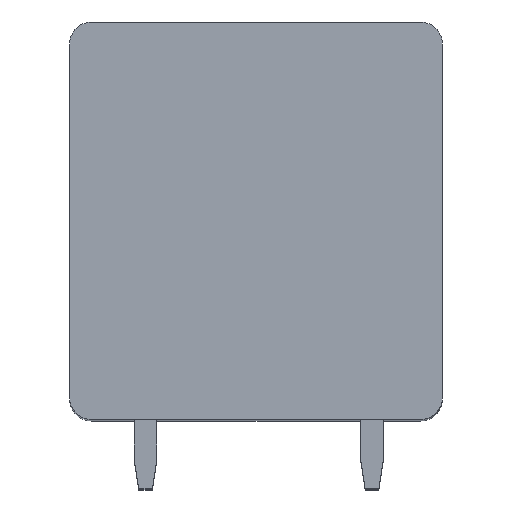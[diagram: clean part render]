
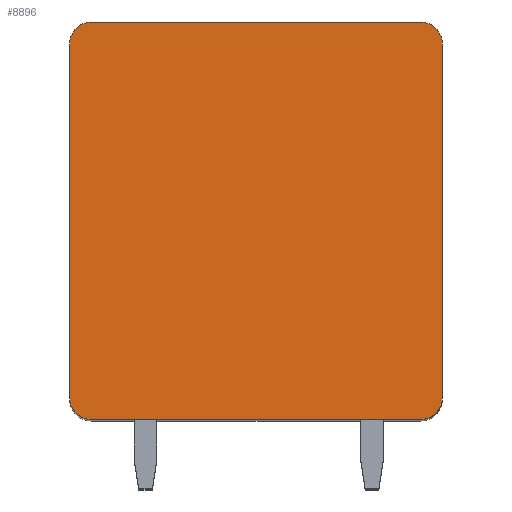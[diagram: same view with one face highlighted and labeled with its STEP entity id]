
A CAD part, top view. The second image highlights one B-rep face of the part: STEP entity #8896.
In plain terms, the highlighted planar face has unit normal (0, 0, 1).
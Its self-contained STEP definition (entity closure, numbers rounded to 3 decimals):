
#1137=CARTESIAN_POINT('',(-5.95,6.4,1.75));
#1138=DIRECTION('',(0.,0.,1.));
#1139=DIRECTION('',(0.,1.,0.));
#1140=AXIS2_PLACEMENT_3D('',#1137,#1138,#1139);
#1142=DIRECTION('',(-1.,0.,0.));
#1143=VECTOR('',#1142,11.9);
#1144=CARTESIAN_POINT('',(5.95,7.2,1.75));
#1145=LINE('',#1144,#1143);
#1146=CARTESIAN_POINT('',(5.95,6.4,1.75));
#1147=DIRECTION('',(0.,0.,1.));
#1148=DIRECTION('',(1.,0.,0.));
#1149=AXIS2_PLACEMENT_3D('',#1146,#1147,#1148);
#1151=DIRECTION('',(0.,1.,0.));
#1152=VECTOR('',#1151,12.8);
#1153=CARTESIAN_POINT('',(6.75,-6.4,1.75));
#1154=LINE('',#1153,#1152);
#1155=CARTESIAN_POINT('',(5.95,-6.4,1.75));
#1156=DIRECTION('',(0.,0.,1.));
#1157=DIRECTION('',(0.,-1.,0.));
#1158=AXIS2_PLACEMENT_3D('',#1155,#1156,#1157);
#1160=DIRECTION('',(1.,0.,0.));
#1161=VECTOR('',#1160,11.9);
#1162=CARTESIAN_POINT('',(-5.95,-7.2,1.75));
#1163=LINE('',#1162,#1161);
#1164=CARTESIAN_POINT('',(-5.95,-6.4,1.75));
#1165=DIRECTION('',(0.,0.,1.));
#1166=DIRECTION('',(-1.,0.,0.));
#1167=AXIS2_PLACEMENT_3D('',#1164,#1165,#1166);
#1169=DIRECTION('',(0.,-1.,0.));
#1170=VECTOR('',#1169,12.8);
#1171=CARTESIAN_POINT('',(-6.75,6.4,1.75));
#1172=LINE('',#1171,#1170);
#6528=CARTESIAN_POINT('',(-5.95,7.2,1.75));
#6529=VERTEX_POINT('',#6528);
#6530=CARTESIAN_POINT('',(-6.75,6.4,1.75));
#6531=VERTEX_POINT('',#6530);
#6536=CARTESIAN_POINT('',(6.75,6.4,1.75));
#6537=VERTEX_POINT('',#6536);
#6538=CARTESIAN_POINT('',(5.95,7.2,1.75));
#6539=VERTEX_POINT('',#6538);
#6544=CARTESIAN_POINT('',(-6.75,-6.4,1.75));
#6545=VERTEX_POINT('',#6544);
#6546=CARTESIAN_POINT('',(-5.95,-7.2,1.75));
#6547=VERTEX_POINT('',#6546);
#6552=CARTESIAN_POINT('',(5.95,-7.2,1.75));
#6553=VERTEX_POINT('',#6552);
#6554=CARTESIAN_POINT('',(6.75,-6.4,1.75));
#6555=VERTEX_POINT('',#6554);
#8881=CARTESIAN_POINT('',(0.,0.,1.75));
#8882=DIRECTION('',(0.,0.,1.));
#8883=DIRECTION('',(1.,0.,0.));
#8884=AXIS2_PLACEMENT_3D('',#8881,#8882,#8883);
#8885=PLANE('',#8884);
#8886=ORIENTED_EDGE('',*,*,#8153,.F.);
#8887=ORIENTED_EDGE('',*,*,#8169,.F.);
#8888=ORIENTED_EDGE('',*,*,#8406,.F.);
#8889=ORIENTED_EDGE('',*,*,#8421,.F.);
#8890=ORIENTED_EDGE('',*,*,#8594,.F.);
#8891=ORIENTED_EDGE('',*,*,#8607,.F.);
#8892=ORIENTED_EDGE('',*,*,#8782,.F.);
#8893=ORIENTED_EDGE('',*,*,#8794,.F.);
#8894=EDGE_LOOP('',(#8886,#8887,#8888,#8889,#8890,#8891,#8892,#8893));
#8895=FACE_OUTER_BOUND('',#8894,.F.);
#1141=CIRCLE('',#1140,0.8);
#1150=CIRCLE('',#1149,0.8);
#1159=CIRCLE('',#1158,0.8);
#1168=CIRCLE('',#1167,0.8);
#8153=EDGE_CURVE('',#6529,#6531,#1141,.T.);
#8169=EDGE_CURVE('',#6539,#6529,#1145,.T.);
#8406=EDGE_CURVE('',#6537,#6539,#1150,.T.);
#8421=EDGE_CURVE('',#6555,#6537,#1154,.T.);
#8594=EDGE_CURVE('',#6553,#6555,#1159,.T.);
#8607=EDGE_CURVE('',#6547,#6553,#1163,.T.);
#8782=EDGE_CURVE('',#6545,#6547,#1168,.T.);
#8794=EDGE_CURVE('',#6531,#6545,#1172,.T.);
#8896=ADVANCED_FACE('',(#8895),#8885,.T.);
